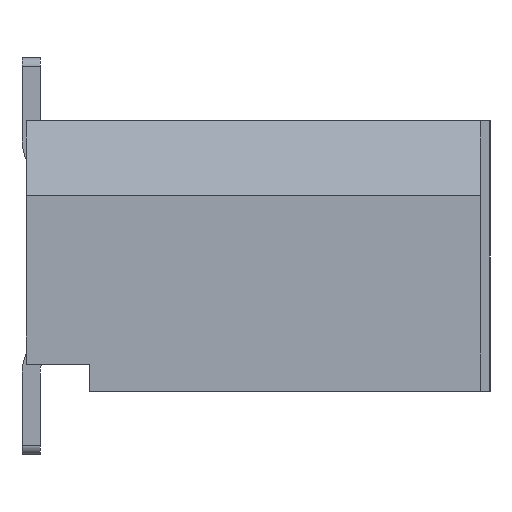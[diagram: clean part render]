
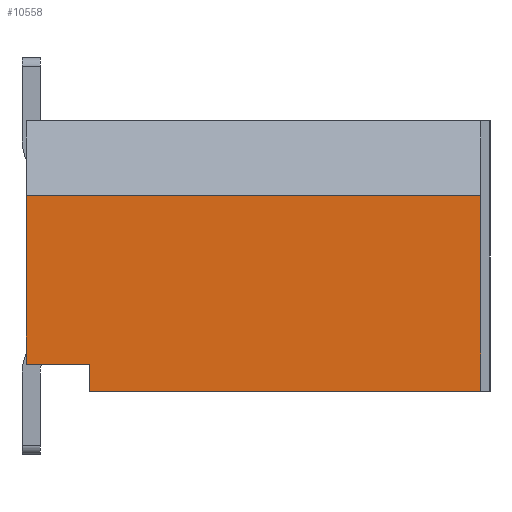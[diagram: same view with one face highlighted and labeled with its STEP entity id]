
A CAD part, left-side view. The second image highlights one B-rep face of the part: STEP entity #10558.
In plain terms, the highlighted planar face has unit normal (-1, 0, 0).
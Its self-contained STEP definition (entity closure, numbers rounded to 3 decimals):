
#1531=ORIENTED_EDGE('',*,*,#3490,.F.);
#1532=ORIENTED_EDGE('',*,*,#4317,.F.);
#1533=ORIENTED_EDGE('',*,*,#4318,.F.);
#1534=ORIENTED_EDGE('',*,*,#4319,.T.);
#1535=ORIENTED_EDGE('',*,*,#4320,.T.);
#1536=ORIENTED_EDGE('',*,*,#4309,.F.);
#3490=EDGE_CURVE('',#5063,#5064,#6109,.T.);
#4309=EDGE_CURVE('',#5064,#5668,#6890,.T.);
#4317=EDGE_CURVE('',#5672,#5063,#6898,.T.);
#4318=EDGE_CURVE('',#5673,#5672,#6899,.T.);
#4319=EDGE_CURVE('',#5673,#5674,#6900,.T.);
#4320=EDGE_CURVE('',#5674,#5668,#6901,.T.);
#5063=VERTEX_POINT('',#14456);
#5064=VERTEX_POINT('',#14458);
#5668=VERTEX_POINT('',#16029);
#5672=VERTEX_POINT('',#16044);
#5673=VERTEX_POINT('',#16046);
#5674=VERTEX_POINT('',#16048);
#6109=LINE('',#14457,#7568);
#6890=LINE('',#16028,#8349);
#6898=LINE('',#16043,#8357);
#6899=LINE('',#16045,#8358);
#6900=LINE('',#16047,#8359);
#6901=LINE('',#16049,#8360);
#7568=VECTOR('',#11662,1000.);
#8349=VECTOR('',#12815,1000.);
#8357=VECTOR('',#12829,1000.);
#8358=VECTOR('',#12830,1000.);
#8359=VECTOR('',#12831,1000.);
#8360=VECTOR('',#12832,1000.);
#9111=EDGE_LOOP('',(#1531,#1532,#1533,#1534,#1535,#1536));
#9612=FACE_BOUND('',#9111,.T.);
#10094=PLANE('',#11146);
#10558=ADVANCED_FACE('',(#9612),#10094,.F.);
#11146=AXIS2_PLACEMENT_3D('',#16042,#12827,#12828);
#11662=DIRECTION('',(0.,0.,1.));
#12815=DIRECTION('',(0.,1.,0.));
#12827=DIRECTION('',(1.,0.,0.));
#12828=DIRECTION('',(0.,0.,-1.));
#12829=DIRECTION('',(0.,1.,0.));
#12830=DIRECTION('',(0.,0.,-1.));
#12831=DIRECTION('',(0.,1.,0.));
#12832=DIRECTION('',(0.,0.,-1.));
#14456=CARTESIAN_POINT('',(-10.5,1.825,-1.5));
#14457=CARTESIAN_POINT('',(-10.5,1.825,-1.5));
#14458=CARTESIAN_POINT('',(-10.5,1.825,-1.2));
#16028=CARTESIAN_POINT('',(-10.5,1.825,-1.2));
#16029=CARTESIAN_POINT('',(-10.5,2.525,-1.2));
#16042=CARTESIAN_POINT('',(-10.5,-2.525,0.672));
#16043=CARTESIAN_POINT('',(-10.5,-2.525,-1.5));
#16044=CARTESIAN_POINT('',(-10.5,-2.525,-1.5));
#16045=CARTESIAN_POINT('',(-10.5,-2.525,0.672));
#16046=CARTESIAN_POINT('',(-10.5,-2.525,0.672));
#16047=CARTESIAN_POINT('',(-10.5,-2.525,0.672));
#16048=CARTESIAN_POINT('',(-10.5,2.525,0.672));
#16049=CARTESIAN_POINT('',(-10.5,2.525,0.672));
